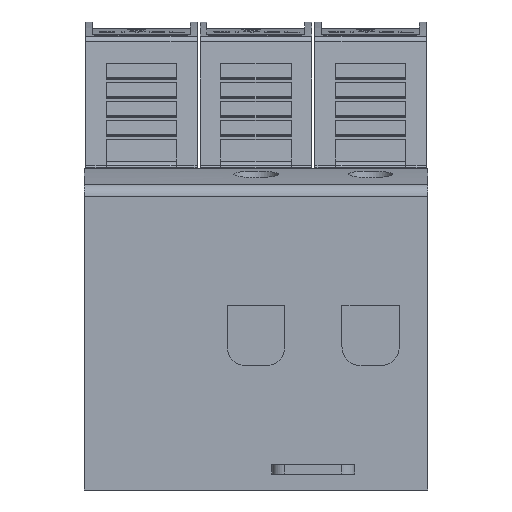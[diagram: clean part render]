
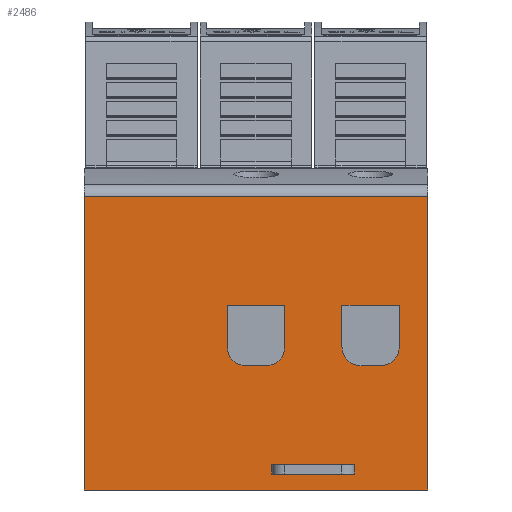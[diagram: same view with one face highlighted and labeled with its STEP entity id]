
A CAD part, front view. The second image highlights one B-rep face of the part: STEP entity #2486.
In plain terms, the highlighted planar face has unit normal (0, -1, 0).
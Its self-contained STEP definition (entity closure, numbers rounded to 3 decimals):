
#2486=ADVANCED_FACE('',(#5033,#5034,#5035,#5036),#5037,.T.);
#5033=FACE_BOUND('',#7586,.T.);
#5034=FACE_BOUND('',#7587,.T.);
#5035=FACE_BOUND('',#7588,.T.);
#5036=FACE_OUTER_BOUND('',#7589,.T.);
#5037=PLANE('',#7590);
#7586=EDGE_LOOP('',(#15379,#15380,#15381,#15382));
#7587=EDGE_LOOP('',(#15383,#15384,#15385,#15386,#15387,#15388));
#7588=EDGE_LOOP('',(#15389,#15390,#15391,#15392,#15393,#15394));
#7589=EDGE_LOOP('',(#15395,#15396,#15397,#15398));
#7590=AXIS2_PLACEMENT_3D('',#15399,#15400,#15401);
#15379=ORIENTED_EDGE('',*,*,#16195,.T.);
#15380=ORIENTED_EDGE('',*,*,#16180,.T.);
#15381=ORIENTED_EDGE('',*,*,#16230,.T.);
#15382=ORIENTED_EDGE('',*,*,#16235,.T.);
#15383=ORIENTED_EDGE('',*,*,#16281,.T.);
#15384=ORIENTED_EDGE('',*,*,#16285,.T.);
#15385=ORIENTED_EDGE('',*,*,#16289,.T.);
#15386=ORIENTED_EDGE('',*,*,#16268,.T.);
#15387=ORIENTED_EDGE('',*,*,#16273,.T.);
#15388=ORIENTED_EDGE('',*,*,#16277,.T.);
#15389=ORIENTED_EDGE('',*,*,#16306,.T.);
#15390=ORIENTED_EDGE('',*,*,#16310,.T.);
#15391=ORIENTED_EDGE('',*,*,#16314,.T.);
#15392=ORIENTED_EDGE('',*,*,#16293,.T.);
#15393=ORIENTED_EDGE('',*,*,#16298,.T.);
#15394=ORIENTED_EDGE('',*,*,#16302,.T.);
#15395=ORIENTED_EDGE('',*,*,#18638,.T.);
#15396=ORIENTED_EDGE('',*,*,#18639,.F.);
#15397=ORIENTED_EDGE('',*,*,#18640,.T.);
#15398=ORIENTED_EDGE('',*,*,#18635,.T.);
#15399=CARTESIAN_POINT('',(-27.0,0.0,23.014));
#15400=DIRECTION('',(0.0,-1.0,0.0));
#15401=DIRECTION('',(0.,0.0,-1.0));
#16180=EDGE_CURVE('',#19823,#19824,#19825,.T.);
#16195=EDGE_CURVE('',#19852,#19823,#19853,.T.);
#16230=EDGE_CURVE('',#19824,#19900,#19901,.T.);
#16235=EDGE_CURVE('',#19900,#19852,#19906,.T.);
#16268=EDGE_CURVE('',#19955,#19956,#19957,.T.);
#16273=EDGE_CURVE('',#19956,#19964,#19965,.T.);
#16277=EDGE_CURVE('',#19964,#19970,#19971,.T.);
#16281=EDGE_CURVE('',#19970,#19976,#19977,.T.);
#16285=EDGE_CURVE('',#19976,#19982,#19983,.T.);
#16289=EDGE_CURVE('',#19982,#19955,#19988,.T.);
#16293=EDGE_CURVE('',#19992,#19993,#19994,.T.);
#16298=EDGE_CURVE('',#19993,#20001,#20002,.T.);
#16302=EDGE_CURVE('',#20001,#20007,#20008,.T.);
#16306=EDGE_CURVE('',#20007,#20013,#20014,.T.);
#16310=EDGE_CURVE('',#20013,#20019,#20020,.T.);
#16314=EDGE_CURVE('',#20019,#19992,#20025,.T.);
#18635=EDGE_CURVE('',#23281,#23279,#23282,.T.);
#18638=EDGE_CURVE('',#23279,#23285,#23286,.T.);
#18639=EDGE_CURVE('',#23287,#23285,#23288,.T.);
#18640=EDGE_CURVE('',#23287,#23281,#23289,.T.);
#19823=VERTEX_POINT('',#26000);
#19824=VERTEX_POINT('',#26001);
#19825=LINE('',#26002,#26003);
#19852=VERTEX_POINT('',#26037);
#19853=LINE('',#26038,#26039);
#19900=VERTEX_POINT('',#26104);
#19901=LINE('',#26105,#26106);
#19906=LINE('',#26112,#26113);
#19955=VERTEX_POINT('',#26180);
#19956=VERTEX_POINT('',#26181);
#19957=LINE('',#26182,#26183);
#19964=VERTEX_POINT('',#26193);
#19965=CIRCLE('',#26194,3.);
#19970=VERTEX_POINT('',#26200);
#19971=LINE('',#26201,#26202);
#19976=VERTEX_POINT('',#26209);
#19977=CIRCLE('',#26210,3.);
#19982=VERTEX_POINT('',#26216);
#19983=LINE('',#26217,#26218);
#19988=LINE('',#26225,#26226);
#19992=VERTEX_POINT('',#26231);
#19993=VERTEX_POINT('',#26232);
#19994=LINE('',#26233,#26234);
#20001=VERTEX_POINT('',#26244);
#20002=CIRCLE('',#26245,3.);
#20007=VERTEX_POINT('',#26251);
#20008=LINE('',#26252,#26253);
#20013=VERTEX_POINT('',#26260);
#20014=CIRCLE('',#26261,3.);
#20019=VERTEX_POINT('',#26267);
#20020=LINE('',#26268,#26269);
#20025=LINE('',#26276,#26277);
#23279=VERTEX_POINT('',#31623);
#23281=VERTEX_POINT('',#31626);
#23282=LINE('',#31627,#31628);
#23285=VERTEX_POINT('',#31632);
#23286=LINE('',#31633,#31634);
#23287=VERTEX_POINT('',#31635);
#23288=LINE('',#31636,#31637);
#23289=LINE('',#31638,#31639);
#26000=CARTESIAN_POINT('',(15.5,0.0,2.5));
#26001=CARTESIAN_POINT('',(2.5,0.0,2.5));
#26002=CARTESIAN_POINT('',(-9.0,0.0,2.5));
#26003=VECTOR('',#32684,1.0);
#26037=CARTESIAN_POINT('',(15.5,0.0,4.0));
#26038=CARTESIAN_POINT('',(15.5,0.0,12.757));
#26039=VECTOR('',#32710,1.0);
#26104=CARTESIAN_POINT('',(2.5,0.0,4.0));
#26105=CARTESIAN_POINT('',(2.5,0.0,12.757));
#26106=VECTOR('',#32744,1.0);
#26112=CARTESIAN_POINT('',(-9.0,0.0,4.0));
#26113=VECTOR('',#32749,1.0);
#26180=CARTESIAN_POINT('',(4.5,0.0,28.996));
#26181=CARTESIAN_POINT('',(4.5,0.0,22.5));
#26182=CARTESIAN_POINT('',(4.5,0.0,24.381));
#26183=VECTOR('',#32780,1.0);
#26193=CARTESIAN_POINT('',(1.5,0.0,19.5));
#26194=AXIS2_PLACEMENT_3D('',#32784,#32785,#32786);
#26200=CARTESIAN_POINT('',(-1.5,0.0,19.5));
#26201=CARTESIAN_POINT('',(-13.5,0.0,19.5));
#26202=VECTOR('',#32791,1.0);
#26209=CARTESIAN_POINT('',(-4.5,0.0,22.5));
#26210=AXIS2_PLACEMENT_3D('',#32794,#32795,#32796);
#26216=CARTESIAN_POINT('',(-4.5,0.0,28.996));
#26217=CARTESIAN_POINT('',(-4.5,0.0,24.381));
#26218=VECTOR('',#32801,1.0);
#26225=CARTESIAN_POINT('',(-13.5,0.0,28.996));
#26226=VECTOR('',#32804,1.0);
#26231=CARTESIAN_POINT('',(22.5,0.0,28.996));
#26232=CARTESIAN_POINT('',(22.5,0.0,22.5));
#26233=CARTESIAN_POINT('',(22.5,0.0,24.381));
#26234=VECTOR('',#32806,1.0);
#26244=CARTESIAN_POINT('',(19.5,0.0,19.5));
#26245=AXIS2_PLACEMENT_3D('',#32810,#32811,#32812);
#26251=CARTESIAN_POINT('',(16.5,0.0,19.5));
#26252=CARTESIAN_POINT('',(-4.5,0.0,19.5));
#26253=VECTOR('',#32817,1.0);
#26260=CARTESIAN_POINT('',(13.5,0.0,22.5));
#26261=AXIS2_PLACEMENT_3D('',#32820,#32821,#32822);
#26267=CARTESIAN_POINT('',(13.5,0.0,28.996));
#26268=CARTESIAN_POINT('',(13.5,0.0,24.381));
#26269=VECTOR('',#32827,1.0);
#26276=CARTESIAN_POINT('',(-4.5,0.0,28.996));
#26277=VECTOR('',#32830,1.0);
#31623=CARTESIAN_POINT('',(27.0,0.0,0.));
#31626=CARTESIAN_POINT('',(-27.0,0.0,0.));
#31627=CARTESIAN_POINT('',(-27.0,0.0,0.));
#31628=VECTOR('',#35096,1.0);
#31632=CARTESIAN_POINT('',(27.0,0.0,46.028));
#31633=CARTESIAN_POINT('',(27.0,0.0,46.028));
#31634=VECTOR('',#35098,1.0);
#31635=CARTESIAN_POINT('',(-27.0,0.0,46.028));
#31636=CARTESIAN_POINT('',(-27.0,0.0,46.028));
#31637=VECTOR('',#35099,1.0);
#31638=CARTESIAN_POINT('',(-27.0,0.0,46.028));
#31639=VECTOR('',#35100,1.0);
#32684=DIRECTION('',(-1.0,-0.0,0.0));
#32710=DIRECTION('',(0.0,0.0,-1.0));
#32744=DIRECTION('',(0.0,0.0,1.0));
#32749=DIRECTION('',(1.0,0.0,0.0));
#32780=DIRECTION('',(0.0,0.0,-1.0));
#32784=CARTESIAN_POINT('',(1.5,0.0,22.5));
#32785=DIRECTION('',(-0.0,1.0,0.0));
#32786=DIRECTION('',(1.0,0.0,0.0));
#32791=DIRECTION('',(-1.0,-0.0,0.0));
#32794=CARTESIAN_POINT('',(-1.5,0.0,22.5));
#32795=DIRECTION('',(-0.0,1.0,0.0));
#32796=DIRECTION('',(1.0,0.0,0.0));
#32801=DIRECTION('',(0.0,0.0,1.0));
#32804=DIRECTION('',(1.0,0.0,0.0));
#32806=DIRECTION('',(0.0,0.0,-1.0));
#32810=CARTESIAN_POINT('',(19.5,0.0,22.5));
#32811=DIRECTION('',(-0.0,1.0,0.0));
#32812=DIRECTION('',(1.0,0.0,0.0));
#32817=DIRECTION('',(-1.0,-0.0,0.0));
#32820=CARTESIAN_POINT('',(16.5,0.0,22.5));
#32821=DIRECTION('',(-0.0,1.0,0.0));
#32822=DIRECTION('',(1.0,0.0,0.0));
#32827=DIRECTION('',(0.0,0.0,1.0));
#32830=DIRECTION('',(1.0,0.0,0.0));
#35096=DIRECTION('',(1.0,0.0,0.));
#35098=DIRECTION('',(0.,-0.0,1.0));
#35099=DIRECTION('',(1.0,0.0,0.));
#35100=DIRECTION('',(0.,0.0,-1.0));
